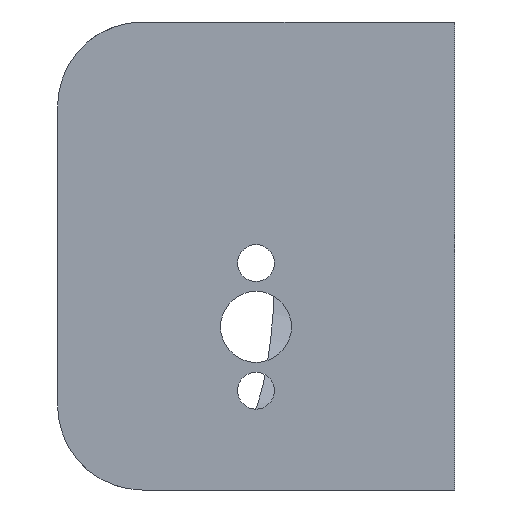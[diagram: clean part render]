
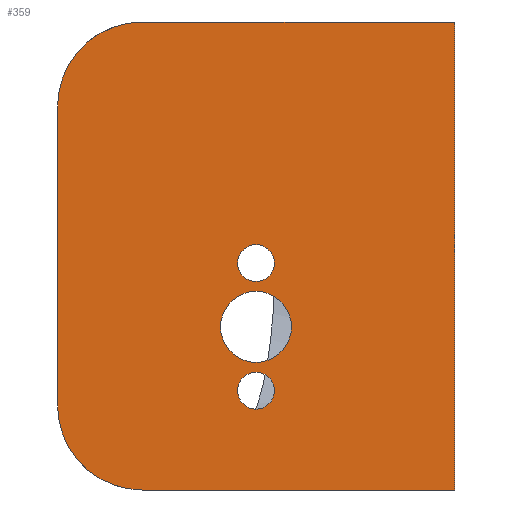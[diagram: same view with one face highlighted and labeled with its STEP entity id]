
A CAD part, left-side view. The second image highlights one B-rep face of the part: STEP entity #359.
In plain terms, the highlighted planar face has unit normal (-1, 0, 0).
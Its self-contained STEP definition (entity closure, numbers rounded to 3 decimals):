
#59 = DIRECTION ( 'NONE',  ( 0., 0., 1. ) ) ;
#60 = EDGE_CURVE ( 'NONE', #416, #1396, #231, .T. ) ;
#62 = CARTESIAN_POINT ( 'NONE',  ( -23.2, 36.8, 10.5 ) ) ;
#82 = VERTEX_POINT ( 'NONE', #1171 ) ;
#85 = CARTESIAN_POINT ( 'NONE',  ( -23.2, 24.1, -9.5 ) ) ;
#93 = CARTESIAN_POINT ( 'NONE',  ( -23.2, 36.8, -10.5 ) ) ;
#98 = EDGE_CURVE ( 'NONE', #954, #125, #776, .T. ) ;
#102 = DIRECTION ( 'NONE',  ( -1., 0., 0. ) ) ;
#117 = DIRECTION ( 'NONE',  ( 0., -1., 0. ) ) ;
#125 = VERTEX_POINT ( 'NONE', #1380 ) ;
#137 = AXIS2_PLACEMENT_3D ( 'NONE', #1242, #1258, #232 ) ;
#162 = VECTOR ( 'NONE', #910, 1000. ) ;
#180 = VERTEX_POINT ( 'NONE', #747 ) ;
#190 = DIRECTION ( 'NONE',  ( 0., -1., 0. ) ) ;
#199 = EDGE_CURVE ( 'NONE', #633, #1418, #1289, .T. ) ;
#200 = ORIENTED_EDGE ( 'NONE', *, *, #1445, .F. ) ;
#207 = FACE_BOUND ( 'NONE', #1331, .T. ) ;
#229 = DIRECTION ( 'NONE',  ( -1., 0., 0. ) ) ;
#231 = LINE ( 'NONE', #1130, #162 ) ;
#232 = DIRECTION ( 'NONE',  ( 0., -1., 0. ) ) ;
#249 = DIRECTION ( 'NONE',  ( -1., 0., 0. ) ) ;
#293 = EDGE_CURVE ( 'NONE', #1396, #1341, #518, .T. ) ;
#306 = CARTESIAN_POINT ( 'NONE',  ( -23.2, 8.8, -16.5 ) ) ;
#313 = DIRECTION ( 'NONE',  ( -1., 0., 0. ) ) ;
#359 = ADVANCED_FACE ( 'NONE', ( #1018, #1113, #207, #684 ), #661, .T. ) ;
#392 = CARTESIAN_POINT ( 'NONE',  ( -23.2, 30.8, -16.5 ) ) ;
#396 = CIRCLE ( 'NONE', #1455, 2.5 ) ;
#407 = CARTESIAN_POINT ( 'NONE',  ( -23.2, 22.8, -9.5 ) ) ;
#411 = CARTESIAN_POINT ( 'NONE',  ( -23.2, 21.5, -0.5 ) ) ;
#412 = ORIENTED_EDGE ( 'NONE', *, *, #1047, .F. ) ;
#416 = VERTEX_POINT ( 'NONE', #1406 ) ;
#427 = ORIENTED_EDGE ( 'NONE', *, *, #967, .T. ) ;
#430 = ORIENTED_EDGE ( 'NONE', *, *, #1140, .F. ) ;
#435 = LINE ( 'NONE', #750, #1247 ) ;
#464 = CARTESIAN_POINT ( 'NONE',  ( -23.2, 22.8, -9.5 ) ) ;
#467 = EDGE_CURVE ( 'NONE', #1418, #416, #705, .T. ) ;
#471 = AXIS2_PLACEMENT_3D ( 'NONE', #1107, #102, #552 ) ;
#486 = EDGE_CURVE ( 'NONE', #1104, #1347, #1408, .T. ) ;
#498 = CIRCLE ( 'NONE', #521, 1.3 ) ;
#500 = CARTESIAN_POINT ( 'NONE',  ( -23.2, 22.8, -0.5 ) ) ;
#518 = CIRCLE ( 'NONE', #752, 6. ) ;
#521 = AXIS2_PLACEMENT_3D ( 'NONE', #1105, #775, #190 ) ;
#552 = DIRECTION ( 'NONE',  ( 0., 0., 1. ) ) ;
#569 = CARTESIAN_POINT ( 'NONE',  ( -23.2, 21.5, -9.5 ) ) ;
#586 = DIRECTION ( 'NONE',  ( -1., 0., 0. ) ) ;
#588 = VECTOR ( 'NONE', #1068, 1000. ) ;
#603 = ORIENTED_EDGE ( 'NONE', *, *, #98, .F. ) ;
#618 = EDGE_CURVE ( 'NONE', #125, #954, #498, .T. ) ;
#624 = ORIENTED_EDGE ( 'NONE', *, *, #467, .T. ) ;
#633 = VERTEX_POINT ( 'NONE', #1225 ) ;
#641 = ORIENTED_EDGE ( 'NONE', *, *, #293, .T. ) ;
#661 = PLANE ( 'NONE',  #471 ) ;
#664 = DIRECTION ( 'NONE',  ( 0., 0., -1. ) ) ;
#684 = FACE_OUTER_BOUND ( 'NONE', #1139, .T. ) ;
#705 = LINE ( 'NONE', #1024, #961 ) ;
#726 = AXIS2_PLACEMENT_3D ( 'NONE', #464, #249, #1021 ) ;
#747 = CARTESIAN_POINT ( 'NONE',  ( -23.2, 25.3, -5. ) ) ;
#750 = CARTESIAN_POINT ( 'NONE',  ( -23.2, 36.8, 10.5 ) ) ;
#752 = AXIS2_PLACEMENT_3D ( 'NONE', #1075, #313, #762 ) ;
#762 = DIRECTION ( 'NONE',  ( 0., -1., 0. ) ) ;
#775 = DIRECTION ( 'NONE',  ( -1., 0., 0. ) ) ;
#776 = CIRCLE ( 'NONE', #1246, 1.3 ) ;
#786 = DIRECTION ( 'NONE',  ( 0., -1., 0. ) ) ;
#848 = CIRCLE ( 'NONE', #137, 6. ) ;
#856 = DIRECTION ( 'NONE',  ( 0., -1., 0. ) ) ;
#885 = ORIENTED_EDGE ( 'NONE', *, *, #486, .F. ) ;
#900 = ORIENTED_EDGE ( 'NONE', *, *, #199, .T. ) ;
#910 = DIRECTION ( 'NONE',  ( 0., 1., 0. ) ) ;
#912 = ORIENTED_EDGE ( 'NONE', *, *, #60, .T. ) ;
#925 = DIRECTION ( 'NONE',  ( -1., 0., 0. ) ) ;
#954 = VERTEX_POINT ( 'NONE', #411 ) ;
#961 = VECTOR ( 'NONE', #59, 1000. ) ;
#967 = EDGE_CURVE ( 'NONE', #1341, #1345, #435, .T. ) ;
#1018 = FACE_BOUND ( 'NONE', #1404, .T. ) ;
#1021 = DIRECTION ( 'NONE',  ( 0., -1., 0. ) ) ;
#1024 = CARTESIAN_POINT ( 'NONE',  ( -23.2, 8.8, -16.5 ) ) ;
#1027 = CARTESIAN_POINT ( 'NONE',  ( -23.2, 22.8, -5. ) ) ;
#1047 = EDGE_CURVE ( 'NONE', #180, #82, #1367, .T. ) ;
#1068 = DIRECTION ( 'NONE',  ( 0., -1., 0. ) ) ;
#1072 = ORIENTED_EDGE ( 'NONE', *, *, #618, .F. ) ;
#1075 = CARTESIAN_POINT ( 'NONE',  ( -23.2, 30.8, 10.5 ) ) ;
#1104 = VERTEX_POINT ( 'NONE', #569 ) ;
#1105 = CARTESIAN_POINT ( 'NONE',  ( -23.2, 22.8, -0.5 ) ) ;
#1106 = AXIS2_PLACEMENT_3D ( 'NONE', #1027, #1236, #117 ) ;
#1107 = CARTESIAN_POINT ( 'NONE',  ( -23.2, 30.8, 10.5 ) ) ;
#1113 = FACE_BOUND ( 'NONE', #1441, .T. ) ;
#1118 = EDGE_CURVE ( 'NONE', #1345, #633, #848, .T. ) ;
#1120 = CARTESIAN_POINT ( 'NONE',  ( -23.2, 22.8, -5. ) ) ;
#1130 = CARTESIAN_POINT ( 'NONE',  ( -23.2, 8.8, 16.5 ) ) ;
#1139 = EDGE_LOOP ( 'NONE', ( #641, #427, #1155, #900, #624, #912 ) ) ;
#1140 = EDGE_CURVE ( 'NONE', #1347, #1104, #1287, .T. ) ;
#1155 = ORIENTED_EDGE ( 'NONE', *, *, #1118, .T. ) ;
#1171 = CARTESIAN_POINT ( 'NONE',  ( -23.2, 20.3, -5. ) ) ;
#1225 = CARTESIAN_POINT ( 'NONE',  ( -23.2, 30.8, -16.5 ) ) ;
#1236 = DIRECTION ( 'NONE',  ( -1., 0., 0. ) ) ;
#1242 = CARTESIAN_POINT ( 'NONE',  ( -23.2, 30.8, -10.5 ) ) ;
#1246 = AXIS2_PLACEMENT_3D ( 'NONE', #500, #925, #1270 ) ;
#1247 = VECTOR ( 'NONE', #664, 1000. ) ;
#1258 = DIRECTION ( 'NONE',  ( -1., 0., 0. ) ) ;
#1270 = DIRECTION ( 'NONE',  ( 0., -1., 0. ) ) ;
#1287 = CIRCLE ( 'NONE', #726, 1.3 ) ;
#1289 = LINE ( 'NONE', #392, #588 ) ;
#1331 = EDGE_LOOP ( 'NONE', ( #1072, #603 ) ) ;
#1341 = VERTEX_POINT ( 'NONE', #62 ) ;
#1345 = VERTEX_POINT ( 'NONE', #93 ) ;
#1347 = VERTEX_POINT ( 'NONE', #85 ) ;
#1367 = CIRCLE ( 'NONE', #1106, 2.5 ) ;
#1380 = CARTESIAN_POINT ( 'NONE',  ( -23.2, 24.1, -0.5 ) ) ;
#1396 = VERTEX_POINT ( 'NONE', #1423 ) ;
#1404 = EDGE_LOOP ( 'NONE', ( #200, #412 ) ) ;
#1406 = CARTESIAN_POINT ( 'NONE',  ( -23.2, 8.8, 16.5 ) ) ;
#1408 = CIRCLE ( 'NONE', #1434, 1.3 ) ;
#1418 = VERTEX_POINT ( 'NONE', #306 ) ;
#1423 = CARTESIAN_POINT ( 'NONE',  ( -23.2, 30.8, 16.5 ) ) ;
#1434 = AXIS2_PLACEMENT_3D ( 'NONE', #407, #586, #856 ) ;
#1441 = EDGE_LOOP ( 'NONE', ( #430, #885 ) ) ;
#1445 = EDGE_CURVE ( 'NONE', #82, #180, #396, .T. ) ;
#1455 = AXIS2_PLACEMENT_3D ( 'NONE', #1120, #229, #786 ) ;
